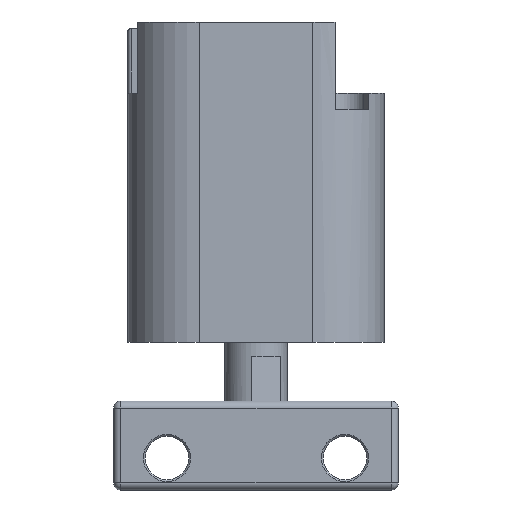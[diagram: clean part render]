
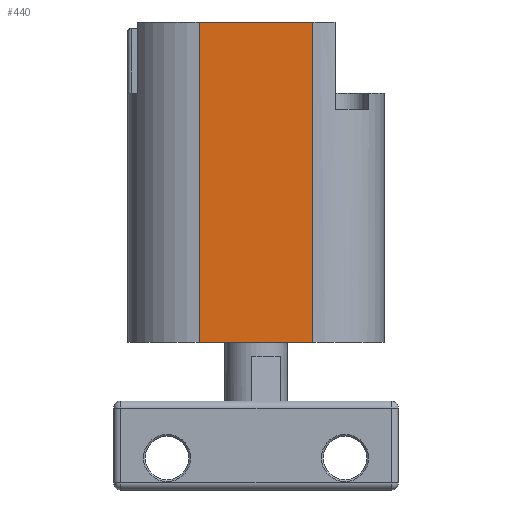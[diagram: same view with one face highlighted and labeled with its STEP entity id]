
A CAD part, front view. The second image highlights one B-rep face of the part: STEP entity #440.
In plain terms, the highlighted face is planar.
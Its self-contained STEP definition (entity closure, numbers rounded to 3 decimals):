
#194=FACE_OUTER_BOUND('',#1156,.T.);
#440=ADVANCED_FACE('',(#194),#578,.F.);
#578=PLANE('',#2897);
#682=LINE('',#4499,#862);
#703=LINE('',#4556,#883);
#704=LINE('',#4558,#884);
#705=LINE('',#4560,#885);
#862=VECTOR('',#3363,1.);
#883=VECTOR('',#3414,1.);
#884=VECTOR('',#3415,1.);
#885=VECTOR('',#3416,1.);
#1156=EDGE_LOOP('',(#1564,#1565,#1566,#1567));
#1564=ORIENTED_EDGE('',*,*,#2425,.F.);
#1565=ORIENTED_EDGE('',*,*,#2395,.T.);
#1566=ORIENTED_EDGE('',*,*,#2426,.T.);
#1567=ORIENTED_EDGE('',*,*,#2427,.T.);
#2127=VERTEX_POINT('',#4498);
#2128=VERTEX_POINT('',#4500);
#2149=VERTEX_POINT('',#4557);
#2150=VERTEX_POINT('',#4559);
#2395=EDGE_CURVE('',#2128,#2127,#682,.T.);
#2425=EDGE_CURVE('',#2128,#2149,#703,.T.);
#2426=EDGE_CURVE('',#2127,#2150,#704,.T.);
#2427=EDGE_CURVE('',#2150,#2149,#705,.T.);
#2897=AXIS2_PLACEMENT_3D('',#4561,#3417,#3418);
#3363=DIRECTION('',(0.,0.,-1.));
#3414=DIRECTION('',(-1.,0.,0.));
#3415=DIRECTION('',(-1.,0.,0.));
#3416=DIRECTION('',(0.,0.,1.));
#3417=DIRECTION('',(0.,-1.,0.));
#3418=DIRECTION('',(1.,0.,0.));
#4498=CARTESIAN_POINT('',(15.99,30.,0.));
#4499=CARTESIAN_POINT('',(15.99,30.,80.));
#4500=CARTESIAN_POINT('',(15.99,30.,90.));
#4556=CARTESIAN_POINT('',(35.99,30.,90.));
#4557=CARTESIAN_POINT('',(-15.99,30.,90.));
#4558=CARTESIAN_POINT('',(35.99,30.,0.));
#4559=CARTESIAN_POINT('',(-15.99,30.,0.));
#4560=CARTESIAN_POINT('',(-15.99,30.,80.));
#4561=CARTESIAN_POINT('',(35.99,30.,80.));
